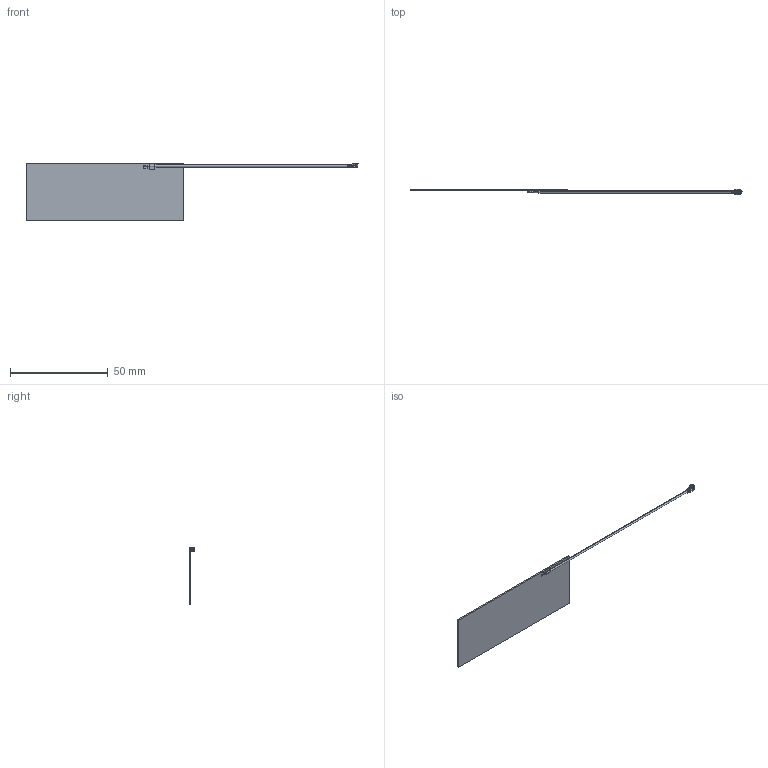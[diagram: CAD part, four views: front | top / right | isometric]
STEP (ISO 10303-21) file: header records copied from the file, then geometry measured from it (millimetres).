
FILE_DESCRIPTION (( 'STEP AP214' ), '1' );
FILE_NAME ('PC29.07.0100A_web.STEP', '2022-03-21T16:03:07', ( '' ), ( '' ), 'SwSTEP 2.0', 'SolidWorks 2018', '' );
FILE_SCHEMA (( 'AUTOMOTIVE_DESIGN' ));
Length unit declared in the file: millimetre
Products named in the file (1): PC29.07.0100A_web
Bounding box: 169.74 x 3 x 29.61 mm (x, y, z)
Surface area: 5345.2 mm2 (no closed solid volume)
Topology: 0 solids, 44 shells, 276 faces, 1505 edges, 1235 vertices
Faces by surface type: plane 164, cylinder 56, bspline 39, cone 17
Entity records: 20165 total; most frequent: CARTESIAN_POINT 7072, ORIENTED_EDGE 1930, DIRECTION 1585, EDGE_CURVE 1501, VERTEX_POINT 1235, LINE 833, VECTOR 833, AXIS2_PLACEMENT_3D 376
